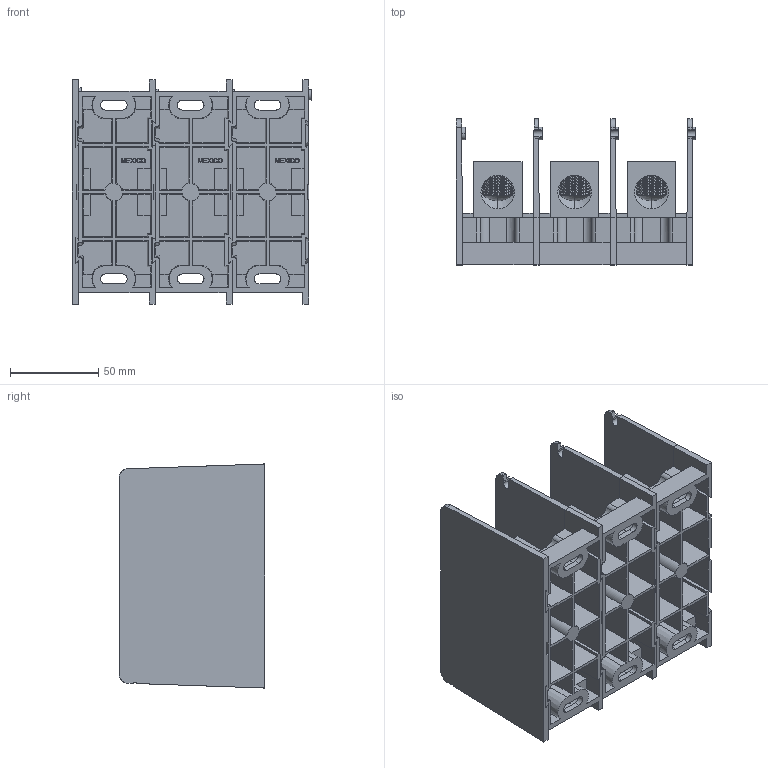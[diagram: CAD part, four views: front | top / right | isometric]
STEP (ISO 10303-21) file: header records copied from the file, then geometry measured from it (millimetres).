
FILE_DESCRIPTION (( 'STEP AP214' ), '1' );
FILE_NAME ('701887_3p_rev-.STEP', '2013-08-26T19:52:54', ( '' ), ( '' ), 'SwSTEP 2.0', 'SolidWorks 2013', '' );
FILE_SCHEMA (( 'AUTOMOTIVE_DESIGN' ));
Length unit declared in the file: inch
Products named in the file (1): 701887_3p_rev-
Bounding box: 135.72 x 82.55 x 127.01 mm (x, y, z)
Volume: 359200.2 mm3; surface area: 230324 mm2
Topology: 16 solids, 16 shells, 2008 faces, 5047 edges, 3110 vertices
Faces by surface type: plane 778, cylinder 696, cone 426, bspline 72, sphere 18, torus 18
Entity records: 106677 total; most frequent: CARTESIAN_POINT 35066, ORIENTED_EDGE 10058, DIRECTION 8567, EDGE_CURVE 5029, VERTEX_POINT 3110, LINE 2921, VECTOR 2921, AXIS2_PLACEMENT_3D 2823
